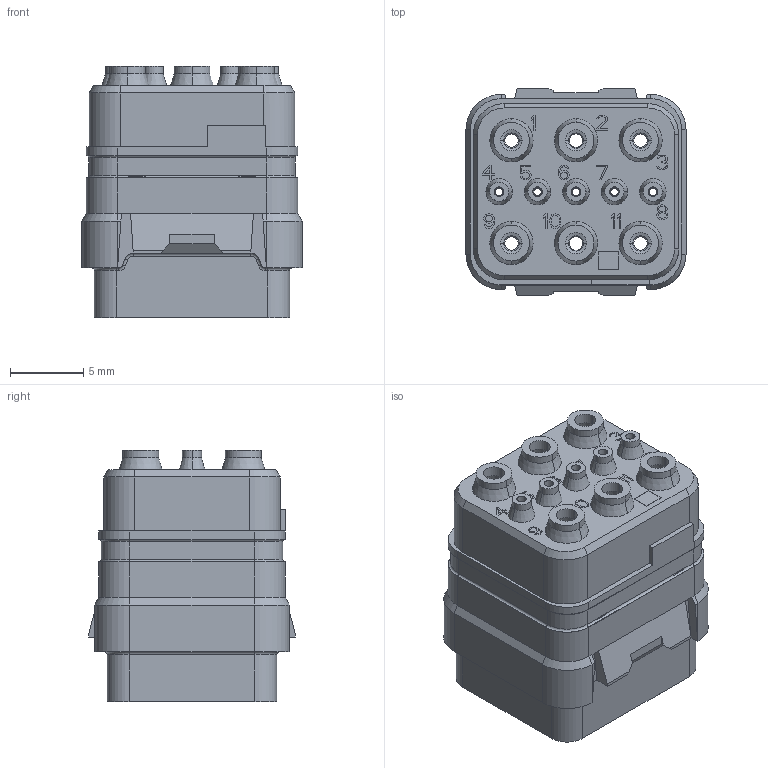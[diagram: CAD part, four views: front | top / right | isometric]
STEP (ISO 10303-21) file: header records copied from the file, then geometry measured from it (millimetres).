
FILE_DESCRIPTION((''),'2;1');
FILE_NAME('SIMM9901PD','2019-12-02T',('presta_be4'),(''),'CREO PARAMETRIC BY PTC INC, 2018360','CREO PARAMETRIC BY PTC INC, 2018360','');
FILE_SCHEMA(('CONFIG_CONTROL_DESIGN'));
Length unit declared in the file: millimetre
Products named in the file (1): SIMM9901PD
Bounding box: 15 x 14.1 x 17.14 mm (x, y, z)
Volume: 1563 mm3; surface area: 3253.3 mm2
Topology: 1 solids, 1 shells, 1904 faces, 4726 edges, 2948 vertices
Faces by surface type: plane 1078, cylinder 342, torus 232, cone 200, bspline 52
Entity records: 56593 total; most frequent: CARTESIAN_POINT 10424, DIRECTION 9773, ORIENTED_EDGE 9452, EDGE_CURVE 4726, VECTOR 3367, LINE 3367, AXIS2_PLACEMENT_3D 3203, VERTEX_POINT 2948
